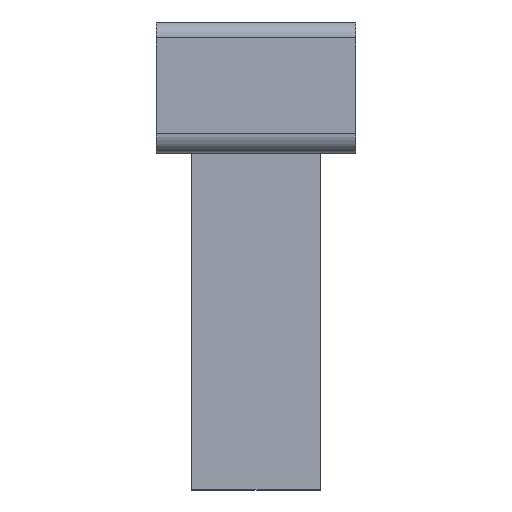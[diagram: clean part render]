
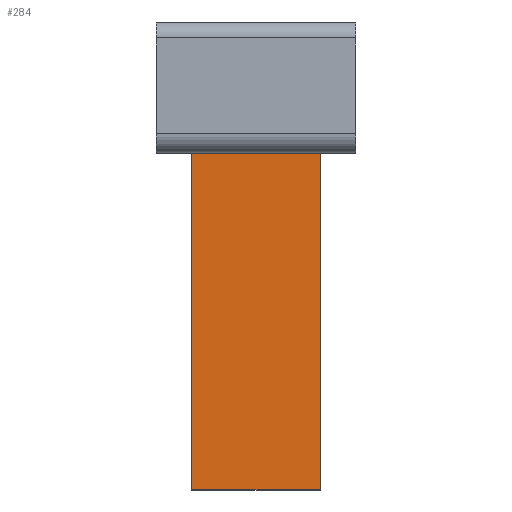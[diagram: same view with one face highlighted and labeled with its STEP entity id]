
A CAD part, front view. The second image highlights one B-rep face of the part: STEP entity #284.
In plain terms, the highlighted planar face has unit normal (0, -1, 0).
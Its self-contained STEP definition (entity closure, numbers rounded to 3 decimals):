
#276=AXIS2_PLACEMENT_3D('Plane Axis2P3D',#273,#274,#275) ;
#86=CARTESIAN_POINT('Line Origine',(4.113,8.8,4.868)) ;
#90=CARTESIAN_POINT('Vertex',(4.113,8.8,0.)) ;
#92=CARTESIAN_POINT('Vertex',(4.113,8.8,9.736)) ;
#124=CARTESIAN_POINT('Line Origine',(2.5,8.8,0.)) ;
#128=CARTESIAN_POINT('Vertex',(0.887,8.8,0.)) ;
#159=CARTESIAN_POINT('Vertex',(0.888,8.8,9.736)) ;
#162=CARTESIAN_POINT('Line Origine',(0.888,8.8,4.868)) ;
#220=CARTESIAN_POINT('Line Origine',(2.5,8.8,9.736)) ;
#273=CARTESIAN_POINT('Axis2P3D Location',(2.5,8.8,9.736)) ;
#87=DIRECTION('Vector Direction',(0.,0.,-1.)) ;
#125=DIRECTION('Vector Direction',(1.,0.,0.)) ;
#163=DIRECTION('Vector Direction',(0.,0.,-1.)) ;
#221=DIRECTION('Vector Direction',(1.,0.,0.)) ;
#274=DIRECTION('Axis2P3D Direction',(0.,-1.,0.)) ;
#275=DIRECTION('Axis2P3D XDirection',(0.,0.,-1.)) ;
#88=VECTOR('Line Direction',#87,1.) ;
#126=VECTOR('Line Direction',#125,1.) ;
#164=VECTOR('Line Direction',#163,1.) ;
#222=VECTOR('Line Direction',#221,1.) ;
#279=ORIENTED_EDGE('',*,*,#94,.T.) ;
#280=ORIENTED_EDGE('',*,*,#224,.F.) ;
#281=ORIENTED_EDGE('',*,*,#166,.F.) ;
#282=ORIENTED_EDGE('',*,*,#130,.T.) ;
#284=ADVANCED_FACE('S3D - gedreht',(#283),#277,.T.) ;
#94=EDGE_CURVE('',#91,#93,#89,.F.) ;
#130=EDGE_CURVE('',#129,#91,#127,.T.) ;
#166=EDGE_CURVE('',#129,#160,#165,.F.) ;
#224=EDGE_CURVE('',#160,#93,#223,.T.) ;
#278=EDGE_LOOP('',(#279,#280,#281,#282)) ;
#283=FACE_OUTER_BOUND('',#278,.T.) ;
#89=LINE('Line',#86,#88) ;
#127=LINE('Line',#124,#126) ;
#165=LINE('Line',#162,#164) ;
#223=LINE('Line',#220,#222) ;
#277=PLANE('',#276) ;
#91=VERTEX_POINT('',#90) ;
#93=VERTEX_POINT('',#92) ;
#129=VERTEX_POINT('',#128) ;
#160=VERTEX_POINT('',#159) ;
